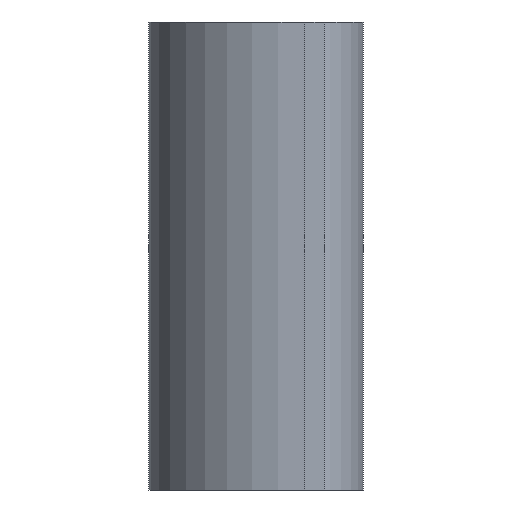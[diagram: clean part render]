
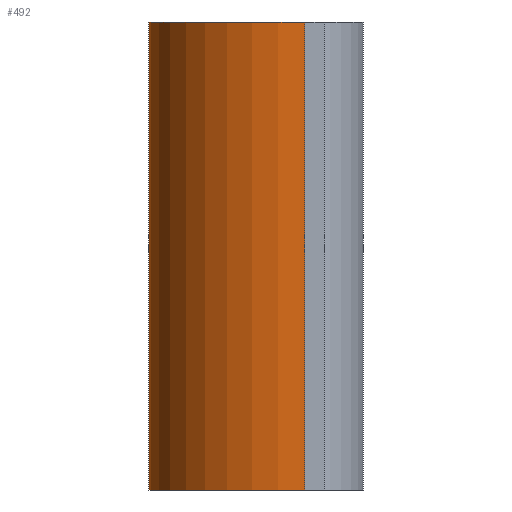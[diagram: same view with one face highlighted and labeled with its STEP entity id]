
A CAD part, left-side view. The second image highlights one B-rep face of the part: STEP entity #492.
In plain terms, the highlighted cylindrical face has radius 4 mm (diameter 8 mm), a partial arc.
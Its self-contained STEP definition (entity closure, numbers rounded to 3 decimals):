
#1 = DIRECTION ( 'NONE',  ( 1., 0., 0. ) ) ;
#2 = ORIENTED_EDGE ( 'NONE', *, *, #71, .T. ) ;
#9 = ORIENTED_EDGE ( 'NONE', *, *, #114, .T. ) ;
#28 = AXIS2_PLACEMENT_3D ( 'NONE', #147, #397, #1 ) ;
#48 = EDGE_CURVE ( 'NONE', #324, #361, #339, .T. ) ;
#66 = CIRCLE ( 'NONE', #28, 4. ) ;
#71 = EDGE_CURVE ( 'NONE', #396, #270, #66, .T. ) ;
#79 = EDGE_CURVE ( 'NONE', #361, #270, #419, .T. ) ;
#114 = EDGE_CURVE ( 'NONE', #324, #396, #465, .T. ) ;
#147 = CARTESIAN_POINT ( 'NONE',  ( -18.5, 1.5, -6. ) ) ;
#164 = DIRECTION ( 'NONE',  ( -1., 0., 0. ) ) ;
#168 = AXIS2_PLACEMENT_3D ( 'NONE', #494, #194, #232 ) ;
#194 = DIRECTION ( 'NONE',  ( 0., 0., 1. ) ) ;
#200 = ORIENTED_EDGE ( 'NONE', *, *, #48, .F. ) ;
#216 = CARTESIAN_POINT ( 'NONE',  ( -14.581, 2.3, 6. ) ) ;
#218 = VECTOR ( 'NONE', #243, 1000. ) ;
#232 = DIRECTION ( 'NONE',  ( 1., 0., 0. ) ) ;
#243 = DIRECTION ( 'NONE',  ( 0., 0., -1. ) ) ;
#261 = FACE_OUTER_BOUND ( 'NONE', #375, .T. ) ;
#270 = VERTEX_POINT ( 'NONE', #404 ) ;
#271 = CARTESIAN_POINT ( 'NONE',  ( -14.581, 2.3, -6. ) ) ;
#294 = AXIS2_PLACEMENT_3D ( 'NONE', #445, #355, #164 ) ;
#324 = VERTEX_POINT ( 'NONE', #345 ) ;
#339 = CIRCLE ( 'NONE', #168, 4. ) ;
#345 = CARTESIAN_POINT ( 'NONE',  ( -14.581, 2.3, 6. ) ) ;
#355 = DIRECTION ( 'NONE',  ( 0., 0., -1. ) ) ;
#361 = VERTEX_POINT ( 'NONE', #451 ) ;
#375 = EDGE_LOOP ( 'NONE', ( #2, #381, #200, #9 ) ) ;
#381 = ORIENTED_EDGE ( 'NONE', *, *, #79, .F. ) ;
#396 = VERTEX_POINT ( 'NONE', #271 ) ;
#397 = DIRECTION ( 'NONE',  ( 0., 0., 1. ) ) ;
#404 = CARTESIAN_POINT ( 'NONE',  ( -22.5, 1.5, -6. ) ) ;
#406 = VECTOR ( 'NONE', #468, 1000. ) ;
#419 = LINE ( 'NONE', #430, #218 ) ;
#430 = CARTESIAN_POINT ( 'NONE',  ( -22.5, 1.5, 6. ) ) ;
#445 = CARTESIAN_POINT ( 'NONE',  ( -18.5, 1.5, 6. ) ) ;
#451 = CARTESIAN_POINT ( 'NONE',  ( -22.5, 1.5, 6. ) ) ;
#460 = CYLINDRICAL_SURFACE ( 'NONE', #294, 4. ) ;
#465 = LINE ( 'NONE', #216, #406 ) ;
#468 = DIRECTION ( 'NONE',  ( 0., 0., -1. ) ) ;
#492 = ADVANCED_FACE ( 'NONE', ( #261 ), #460, .T. ) ;
#494 = CARTESIAN_POINT ( 'NONE',  ( -18.5, 1.5, 6. ) ) ;
